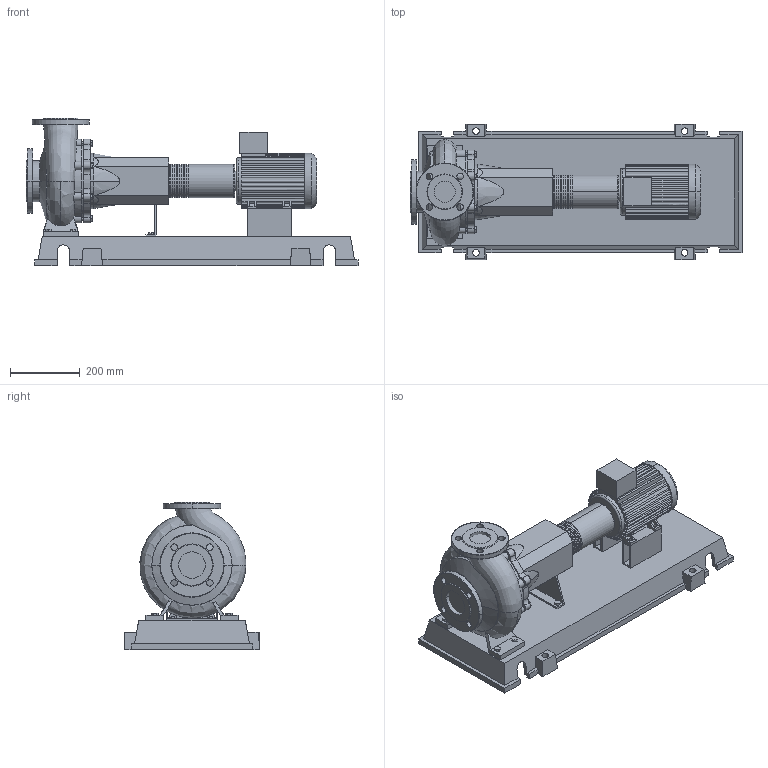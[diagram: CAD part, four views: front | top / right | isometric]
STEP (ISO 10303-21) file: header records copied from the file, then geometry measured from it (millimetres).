
FILE_DESCRIPTION((''),'2;1');
FILE_NAME('3d_NL50_160-0.75-4-12-4109051.stp','2015-03-03T07:12:12',(''),(''),'Mechanical Desktop 2009','Mechanical Desktop 2009',', , ');
FILE_SCHEMA(('CONFIG_CONTROL_DESIGN'));
Length unit declared in the file: millimetre
Products named in the file (1): Product
Bounding box: 955 x 390 x 423 mm (x, y, z)
Volume: 24025234.3 mm3; surface area: 2157730.1 mm2
Topology: 13 solids, 13 shells, 831 faces, 2204 edges, 1449 vertices
Faces by surface type: plane 429, bspline 205, cylinder 183, cone 8, torus 6
Entity records: 30272 total; most frequent: CARTESIAN_POINT 9753, ORIENTED_EDGE 4410, DIRECTION 3973, EDGE_CURVE 2205, VECTOR 1471, LINE 1471, VERTEX_POINT 1448, AXIS2_PLACEMENT_3D 1251
